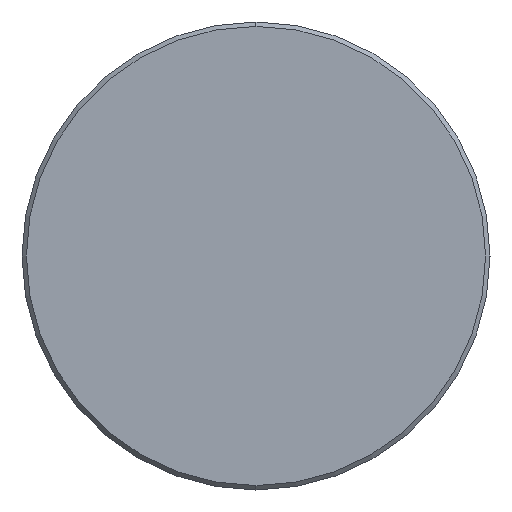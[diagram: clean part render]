
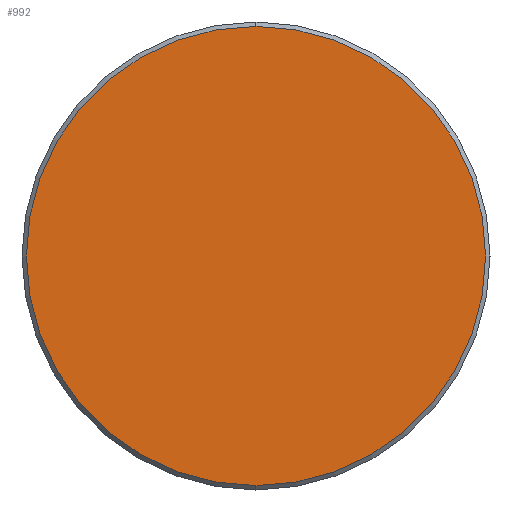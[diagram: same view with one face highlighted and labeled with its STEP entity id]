
A CAD part, left-side view. The second image highlights one B-rep face of the part: STEP entity #992.
In plain terms, the highlighted planar face has unit normal (-1, 0, 0).
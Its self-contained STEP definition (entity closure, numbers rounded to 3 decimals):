
#142 = EDGE_CURVE ( 'NONE', #476, #1009, #455, .T. ) ;
#187 = CARTESIAN_POINT ( 'NONE',  ( 0., 0., 0. ) ) ;
#247 = CIRCLE ( 'NONE', #249, 15.7 ) ;
#249 = AXIS2_PLACEMENT_3D ( 'NONE', #187, #877, #279 ) ;
#256 = AXIS2_PLACEMENT_3D ( 'NONE', #773, #469, #478 ) ;
#279 = DIRECTION ( 'NONE',  ( 0., 0., 1. ) ) ;
#290 = CARTESIAN_POINT ( 'NONE',  ( 0., 0., -15.7 ) ) ;
#332 = ORIENTED_EDGE ( 'NONE', *, *, #142, .T. ) ;
#365 = EDGE_CURVE ( 'NONE', #1009, #476, #247, .T. ) ;
#372 = CARTESIAN_POINT ( 'NONE',  ( 0., 0., 0. ) ) ;
#377 = CARTESIAN_POINT ( 'NONE',  ( 0., 0., 15.7 ) ) ;
#440 = FACE_OUTER_BOUND ( 'NONE', #898, .T. ) ;
#455 = CIRCLE ( 'NONE', #256, 15.7 ) ;
#469 = DIRECTION ( 'NONE',  ( -1., 0., 0. ) ) ;
#476 = VERTEX_POINT ( 'NONE', #290 ) ;
#478 = DIRECTION ( 'NONE',  ( 0., 0., 1. ) ) ;
#739 = PLANE ( 'NONE',  #850 ) ;
#773 = CARTESIAN_POINT ( 'NONE',  ( 0., 0., 0. ) ) ;
#850 = AXIS2_PLACEMENT_3D ( 'NONE', #372, #993, #893 ) ;
#877 = DIRECTION ( 'NONE',  ( -1., 0., 0. ) ) ;
#893 = DIRECTION ( 'NONE',  ( 0., 0., -1. ) ) ;
#898 = EDGE_LOOP ( 'NONE', ( #332, #952 ) ) ;
#952 = ORIENTED_EDGE ( 'NONE', *, *, #365, .T. ) ;
#992 = ADVANCED_FACE ( 'NONE', ( #440 ), #739, .F. ) ;
#993 = DIRECTION ( 'NONE',  ( 1., 0., 0. ) ) ;
#1009 = VERTEX_POINT ( 'NONE', #377 ) ;
